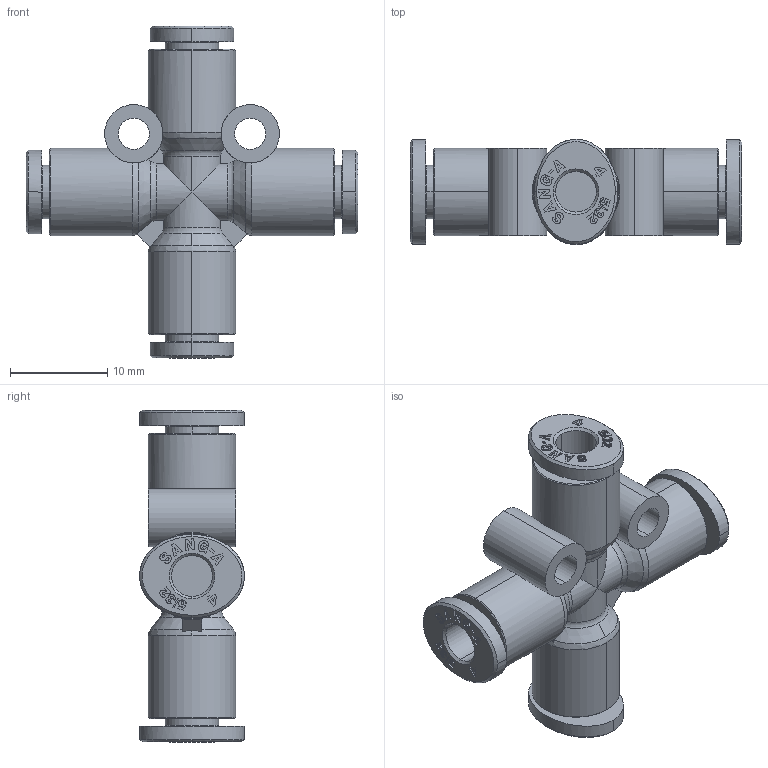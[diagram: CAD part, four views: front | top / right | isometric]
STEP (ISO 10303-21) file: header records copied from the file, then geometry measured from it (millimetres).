
FILE_DESCRIPTION (( 'STEP AP214' ), '1' );
FILE_NAME ('PZA04.stp', '2015-09-03T09:34:12', ( '' ), ( '' ), 'SwSTEP 2.0', 'SolidWorks 2015', '' );
FILE_SCHEMA (( 'AUTOMOTIVE_DESIGN' ));
Length unit declared in the file: millimetre
Products named in the file (2): ｦ+ﾃｦ1; PZA04
Assembly tree (1 placements, depth 2):
  PZA04
    ｦ+ﾃｦ1
Bounding box: 34.2 x 10.8 x 34.2 mm (x, y, z)
Volume: 2959.6 mm3; surface area: 3435.3 mm2
Topology: 1 solids, 1 shells, 1576 faces, 4499 edges, 2993 vertices
Faces by surface type: plane 1334, bspline 126, cylinder 71, cone 34, torus 11
Entity records: 54747 total; most frequent: CARTESIAN_POINT 13894, ORIENTED_EDGE 8998, DIRECTION 7235, EDGE_CURVE 4499, VECTOR 3919, LINE 3919, VERTEX_POINT 2993, AXIS2_PLACEMENT_3D 1658
